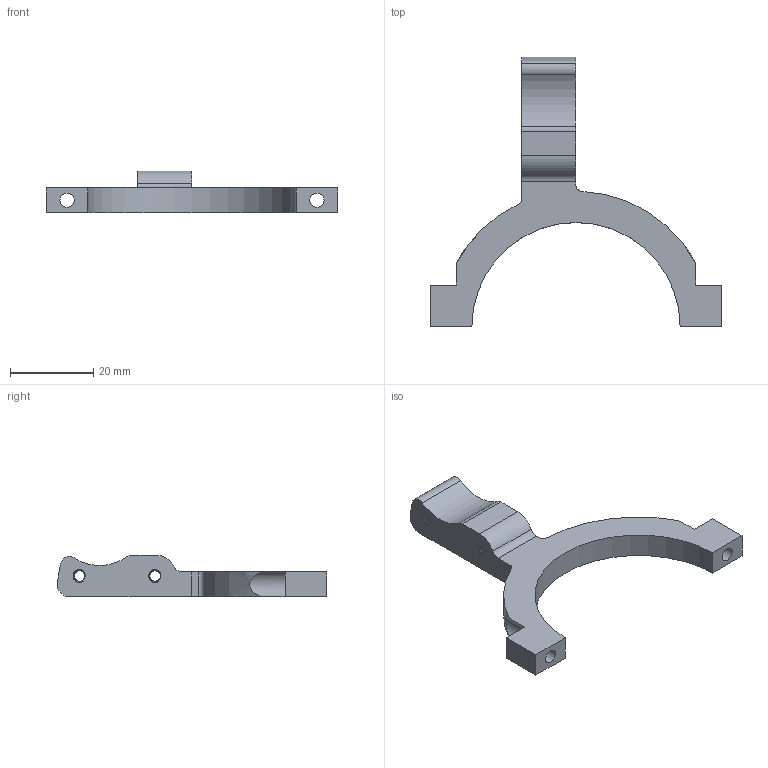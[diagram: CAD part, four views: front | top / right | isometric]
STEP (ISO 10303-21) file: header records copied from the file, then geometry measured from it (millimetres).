
FILE_DESCRIPTION(/* description */ (''),/* implementation_level */ '2;1');
FILE_NAME(/* name */ 'Bride suprieure avant gauche ALU V0 X1.step',/* time_stamp */ '2024-02-25T22:42:42+01:00',/* author */ (''),/* organization */ (''),/* preprocessor_version */ 'ST-DEVELOPER v20',/* originating_system */ 'Autodesk Translation Framework v12.20.1.177',/* authorisation */ '');
FILE_SCHEMA (('AUTOMOTIVE_DESIGN { 1 0 10303 214 3 1 1 }'));
Length unit declared in the file: millimetre
Products named in the file (1): Bride supérieure avant gauche
Bounding box: 70 x 64.72 x 10 mm (x, y, z)
Volume: 7506.1 mm3; surface area: 4740.5 mm2
Topology: 1 solids, 1 shells, 142 faces, 420 edges, 280 vertices
Faces by surface type: cylinder 124, plane 14, bspline 4
Full cylindrical faces by diameter (mm): 2.529 x24, 3.086 x10, 3.4 x2
Entity records: 10894 total; most frequent: CARTESIAN_POINT 7463, ORIENTED_EDGE 840, DIRECTION 510, EDGE_CURVE 420, VERTEX_POINT 280, B_SPLINE_CURVE_WITH_KNOTS 226, AXIS2_PLACEMENT_3D 177, LINE 156
